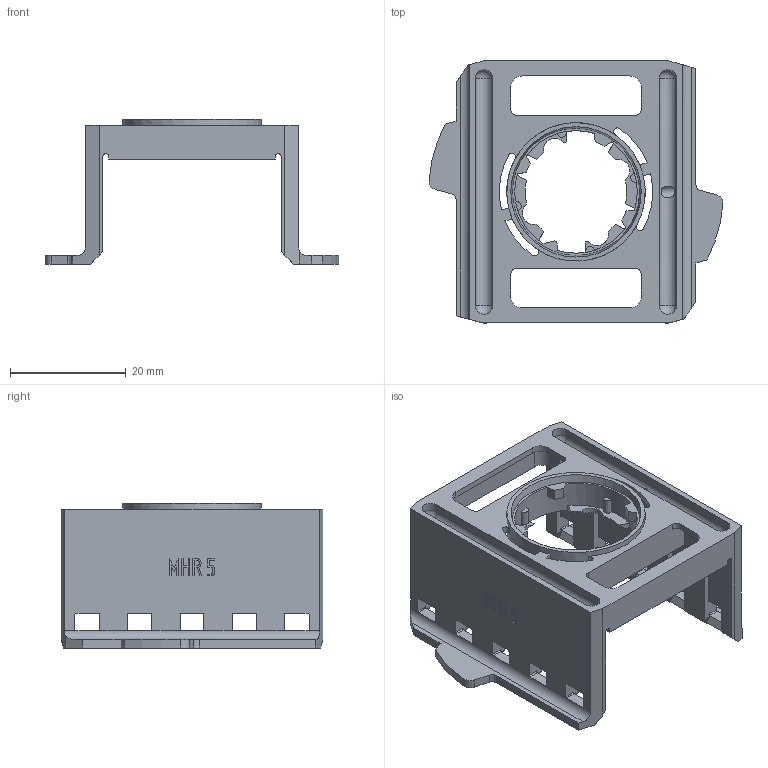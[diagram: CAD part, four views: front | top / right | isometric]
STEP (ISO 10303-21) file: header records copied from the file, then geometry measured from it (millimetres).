
FILE_DESCRIPTION(/* description */ (''),/* implementation_level */ '2;1');
FILE_NAME(/* name */ 'MHR_5_ipt.stp',/* time_stamp */ '2017-04-07T09:54:21+02:00',/* author */ ('ahoffmann'),/* organization */ (''),/* preprocessor_version */ 'ST-DEVELOPER v16.1',/* originating_system */ 'Autodesk Inventor 2016',/* authorisation */ '');
FILE_SCHEMA (('AUTOMOTIVE_DESIGN { 1 0 10303 214 3 1 1 }'));
Length unit declared in the file: millimetre
Products named in the file (1): MHR_5_vereinfacht
Bounding box: 50.84 x 45.3 x 25.15 mm (x, y, z)
Volume: 7651.7 mm3; surface area: 10263.3 mm2
Topology: 1 solids, 1 shells, 522 faces, 1542 edges, 1013 vertices
Faces by surface type: plane 376, cylinder 133, cone 9, sphere 4
Full cylindrical faces by diameter (mm): 2.3 x1, 21.2 x1, 23.8 x1, 23.95 x1
Entity records: 17382 total; most frequent: CARTESIAN_POINT 3160, ORIENTED_EDGE 3056, DIRECTION 2872, EDGE_CURVE 1528, LINE 1196, VECTOR 1196, VERTEX_POINT 1012, AXIS2_PLACEMENT_3D 838
